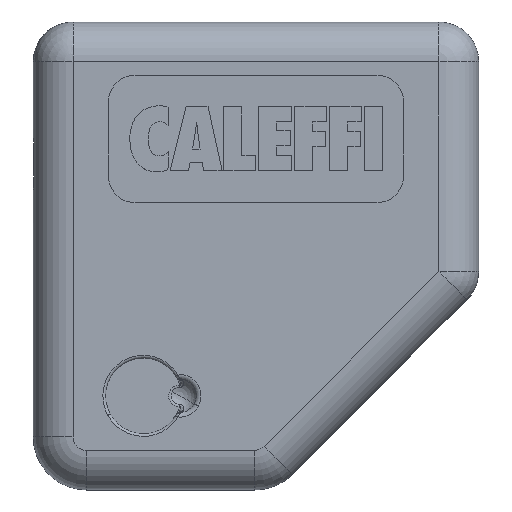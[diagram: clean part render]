
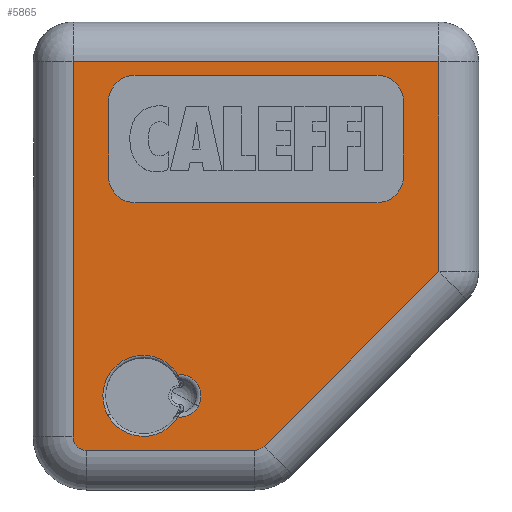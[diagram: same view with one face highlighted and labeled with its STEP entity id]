
A CAD part, left-side view. The second image highlights one B-rep face of the part: STEP entity #5865.
In plain terms, the highlighted planar face has unit normal (-1, 0, 0).
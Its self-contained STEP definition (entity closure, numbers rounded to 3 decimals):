
#5637=CARTESIAN_POINT('Vertex',(-50.,10.186,38.506)) ;
#5640=CARTESIAN_POINT('Line Origine',(-50.,10.186,-34.744)) ;
#5644=CARTESIAN_POINT('Vertex',(-50.,10.186,-40.648)) ;
#5689=CARTESIAN_POINT('Axis2P3D Location',(-50.,-0.814,0.006)) ;
#5694=CARTESIAN_POINT('Axis2P3D Location',(-50.,79.602,-102.994)) ;
#5698=CARTESIAN_POINT('Vertex',(-50.,76.067,-106.529)) ;
#5700=CARTESIAN_POINT('Vertex',(-50.,79.602,-107.994)) ;
#5703=CARTESIAN_POINT('Line Origine',(-50.,43.126,-73.589)) ;
#5708=CARTESIAN_POINT('Line Origine',(-50.,79.186,38.506)) ;
#5712=CARTESIAN_POINT('Vertex',(-50.,148.186,38.506)) ;
#5715=CARTESIAN_POINT('Line Origine',(-50.,148.186,-32.244)) ;
#5719=CARTESIAN_POINT('Vertex',(-50.,148.186,-102.994)) ;
#5722=CARTESIAN_POINT('Axis2P3D Location',(-50.,143.186,-102.994)) ;
#5726=CARTESIAN_POINT('Vertex',(-50.,143.186,-107.994)) ;
#5729=CARTESIAN_POINT('Line Origine',(-50.,111.394,-107.994)) ;
#5743=CARTESIAN_POINT('Line Origine',(-50.,79.187,-14.643)) ;
#5747=CARTESIAN_POINT('Vertex',(-50.,33.586,-14.643)) ;
#5749=CARTESIAN_POINT('Vertex',(-50.,124.788,-14.643)) ;
#5752=CARTESIAN_POINT('Axis2P3D Location',(-50.,124.788,-4.643)) ;
#5756=CARTESIAN_POINT('Vertex',(-50.,134.788,-4.643)) ;
#5759=CARTESIAN_POINT('Line Origine',(-50.,134.788,9.432)) ;
#5763=CARTESIAN_POINT('Vertex',(-50.,134.788,23.506)) ;
#5766=CARTESIAN_POINT('Axis2P3D Location',(-50.,124.788,23.506)) ;
#5770=CARTESIAN_POINT('Vertex',(-50.,124.788,33.506)) ;
#5773=CARTESIAN_POINT('Line Origine',(-50.,79.187,33.506)) ;
#5777=CARTESIAN_POINT('Vertex',(-50.,33.586,33.506)) ;
#5780=CARTESIAN_POINT('Axis2P3D Location',(-50.,33.586,23.506)) ;
#5784=CARTESIAN_POINT('Vertex',(-50.,23.586,23.506)) ;
#5787=CARTESIAN_POINT('Line Origine',(-50.,23.586,9.432)) ;
#5791=CARTESIAN_POINT('Vertex',(-50.,23.586,-4.643)) ;
#5794=CARTESIAN_POINT('Axis2P3D Location',(-50.,33.586,-4.643)) ;
#5809=CARTESIAN_POINT('Axis2P3D Location',(-50.,108.,-87.494)) ;
#5813=CARTESIAN_POINT('Vertex',(-50.,100.925,-91.359)) ;
#5815=CARTESIAN_POINT('Vertex',(-50.,108.663,-95.529)) ;
#5819=CARTESIAN_POINT('Control Point',(-50.,108.676,-95.548)) ;
#5820=CARTESIAN_POINT('Control Point',(-50.,108.673,-95.544)) ;
#5821=CARTESIAN_POINT('Control Point',(-50.,108.671,-95.54)) ;
#5822=CARTESIAN_POINT('Control Point',(-50.,108.669,-95.537)) ;
#5823=CARTESIAN_POINT('Control Point',(-50.,108.666,-95.533)) ;
#5824=CARTESIAN_POINT('Control Point',(-50.,108.664,-95.529)) ;
#5825=CARTESIAN_POINT('Vertex',(-50.,108.676,-95.548)) ;
#5828=CARTESIAN_POINT('Axis2P3D Location',(-50.,121.662,-87.494)) ;
#5832=CARTESIAN_POINT('Vertex',(-50.,135.072,-94.82)) ;
#5835=CARTESIAN_POINT('Axis2P3D Location',(-50.,121.662,-87.494)) ;
#5839=CARTESIAN_POINT('Vertex',(-50.,108.676,-79.439)) ;
#5843=CARTESIAN_POINT('Control Point',(-50.,108.676,-79.439)) ;
#5844=CARTESIAN_POINT('Control Point',(-50.,108.673,-79.443)) ;
#5845=CARTESIAN_POINT('Control Point',(-50.,108.671,-79.447)) ;
#5846=CARTESIAN_POINT('Control Point',(-50.,108.669,-79.451)) ;
#5847=CARTESIAN_POINT('Control Point',(-50.,108.666,-79.455)) ;
#5848=CARTESIAN_POINT('Control Point',(-50.,108.664,-79.459)) ;
#5849=CARTESIAN_POINT('Vertex',(-50.,108.663,-79.459)) ;
#5852=CARTESIAN_POINT('Axis2P3D Location',(-50.,108.,-87.494)) ;
#5642=VECTOR('Line Direction',#5641,1.) ;
#5705=VECTOR('Line Direction',#5704,1.) ;
#5710=VECTOR('Line Direction',#5709,1.) ;
#5717=VECTOR('Line Direction',#5716,1.) ;
#5731=VECTOR('Line Direction',#5730,1.) ;
#5745=VECTOR('Line Direction',#5744,1.) ;
#5761=VECTOR('Line Direction',#5760,1.) ;
#5775=VECTOR('Line Direction',#5774,1.) ;
#5789=VECTOR('Line Direction',#5788,1.) ;
#5641=DIRECTION('Vector Direction',(0.,0.,1.)) ;
#5690=DIRECTION('Axis2P3D Direction',(1.,0.,0.)) ;
#5691=DIRECTION('Axis2P3D XDirection',(0.,1.,0.)) ;
#5695=DIRECTION('Axis2P3D Direction',(1.,0.,0.)) ;
#5704=DIRECTION('Vector Direction',(0.,0.707,-0.707)) ;
#5709=DIRECTION('Vector Direction',(0.,1.,0.)) ;
#5716=DIRECTION('Vector Direction',(0.,0.,-1.)) ;
#5723=DIRECTION('Axis2P3D Direction',(1.,0.,0.)) ;
#5730=DIRECTION('Vector Direction',(0.,-1.,0.)) ;
#5744=DIRECTION('Vector Direction',(0.,1.,0.)) ;
#5753=DIRECTION('Axis2P3D Direction',(1.,0.,0.)) ;
#5760=DIRECTION('Vector Direction',(0.,0.,-1.)) ;
#5767=DIRECTION('Axis2P3D Direction',(1.,0.,0.)) ;
#5774=DIRECTION('Vector Direction',(0.,-1.,0.)) ;
#5781=DIRECTION('Axis2P3D Direction',(1.,0.,0.)) ;
#5788=DIRECTION('Vector Direction',(0.,0.,1.)) ;
#5795=DIRECTION('Axis2P3D Direction',(1.,0.,0.)) ;
#5810=DIRECTION('Axis2P3D Direction',(1.,0.,0.)) ;
#5829=DIRECTION('Axis2P3D Direction',(1.,0.,0.)) ;
#5836=DIRECTION('Axis2P3D Direction',(1.,0.,0.)) ;
#5853=DIRECTION('Axis2P3D Direction',(1.,0.,0.)) ;
#5692=AXIS2_PLACEMENT_3D('Plane Axis2P3D',#5689,#5690,#5691) ;
#5696=AXIS2_PLACEMENT_3D('Circle Axis2P3D',#5694,#5695,$) ;
#5724=AXIS2_PLACEMENT_3D('Circle Axis2P3D',#5722,#5723,$) ;
#5754=AXIS2_PLACEMENT_3D('Circle Axis2P3D',#5752,#5753,$) ;
#5768=AXIS2_PLACEMENT_3D('Circle Axis2P3D',#5766,#5767,$) ;
#5782=AXIS2_PLACEMENT_3D('Circle Axis2P3D',#5780,#5781,$) ;
#5796=AXIS2_PLACEMENT_3D('Circle Axis2P3D',#5794,#5795,$) ;
#5811=AXIS2_PLACEMENT_3D('Circle Axis2P3D',#5809,#5810,$) ;
#5830=AXIS2_PLACEMENT_3D('Circle Axis2P3D',#5828,#5829,$) ;
#5837=AXIS2_PLACEMENT_3D('Circle Axis2P3D',#5835,#5836,$) ;
#5854=AXIS2_PLACEMENT_3D('Circle Axis2P3D',#5852,#5853,$) ;
#5643=LINE('Line',#5640,#5642) ;
#5706=LINE('Line',#5703,#5705) ;
#5711=LINE('Line',#5708,#5710) ;
#5718=LINE('Line',#5715,#5717) ;
#5732=LINE('Line',#5729,#5731) ;
#5746=LINE('Line',#5743,#5745) ;
#5762=LINE('Line',#5759,#5761) ;
#5776=LINE('Line',#5773,#5775) ;
#5790=LINE('Line',#5787,#5789) ;
#5697=CIRCLE('generated circle',#5696,5.) ;
#5725=CIRCLE('generated circle',#5724,5.) ;
#5755=CIRCLE('generated circle',#5754,10.) ;
#5769=CIRCLE('generated circle',#5768,10.) ;
#5783=CIRCLE('generated circle',#5782,10.) ;
#5797=CIRCLE('generated circle',#5796,10.) ;
#5812=CIRCLE('generated circle',#5811,8.062) ;
#5831=CIRCLE('generated circle',#5830,15.281) ;
#5838=CIRCLE('generated circle',#5837,15.281) ;
#5855=CIRCLE('generated circle',#5854,8.062) ;
#5693=PLANE('',#5692) ;
#5808=FACE_BOUND('',#5799,.T.) ;
#5864=FACE_BOUND('',#5857,.T.) ;
#5646=EDGE_CURVE('',#5638,#5645,#5643,.F.) ;
#5702=EDGE_CURVE('',#5699,#5701,#5697,.T.) ;
#5707=EDGE_CURVE('',#5645,#5699,#5706,.T.) ;
#5714=EDGE_CURVE('',#5713,#5638,#5711,.F.) ;
#5721=EDGE_CURVE('',#5720,#5713,#5718,.F.) ;
#5728=EDGE_CURVE('',#5727,#5720,#5725,.T.) ;
#5733=EDGE_CURVE('',#5701,#5727,#5732,.F.) ;
#5751=EDGE_CURVE('',#5748,#5750,#5746,.T.) ;
#5758=EDGE_CURVE('',#5750,#5757,#5755,.T.) ;
#5765=EDGE_CURVE('',#5764,#5757,#5762,.T.) ;
#5772=EDGE_CURVE('',#5764,#5771,#5769,.T.) ;
#5779=EDGE_CURVE('',#5771,#5778,#5776,.T.) ;
#5786=EDGE_CURVE('',#5778,#5785,#5783,.T.) ;
#5793=EDGE_CURVE('',#5792,#5785,#5790,.T.) ;
#5798=EDGE_CURVE('',#5792,#5748,#5797,.T.) ;
#5817=EDGE_CURVE('',#5814,#5816,#5812,.T.) ;
#5827=EDGE_CURVE('',#5826,#5816,#5818,.T.) ;
#5834=EDGE_CURVE('',#5826,#5833,#5831,.T.) ;
#5841=EDGE_CURVE('',#5833,#5840,#5838,.T.) ;
#5851=EDGE_CURVE('',#5840,#5850,#5842,.T.) ;
#5856=EDGE_CURVE('',#5850,#5814,#5855,.T.) ;
#5735=ORIENTED_EDGE('',*,*,#5702,.F.) ;
#5736=ORIENTED_EDGE('',*,*,#5707,.F.) ;
#5737=ORIENTED_EDGE('',*,*,#5646,.F.) ;
#5738=ORIENTED_EDGE('',*,*,#5714,.F.) ;
#5739=ORIENTED_EDGE('',*,*,#5721,.F.) ;
#5740=ORIENTED_EDGE('',*,*,#5728,.F.) ;
#5741=ORIENTED_EDGE('',*,*,#5733,.F.) ;
#5800=ORIENTED_EDGE('',*,*,#5751,.T.) ;
#5801=ORIENTED_EDGE('',*,*,#5758,.T.) ;
#5802=ORIENTED_EDGE('',*,*,#5765,.F.) ;
#5803=ORIENTED_EDGE('',*,*,#5772,.T.) ;
#5804=ORIENTED_EDGE('',*,*,#5779,.T.) ;
#5805=ORIENTED_EDGE('',*,*,#5786,.T.) ;
#5806=ORIENTED_EDGE('',*,*,#5793,.F.) ;
#5807=ORIENTED_EDGE('',*,*,#5798,.T.) ;
#5858=ORIENTED_EDGE('',*,*,#5817,.T.) ;
#5859=ORIENTED_EDGE('',*,*,#5827,.F.) ;
#5860=ORIENTED_EDGE('',*,*,#5834,.T.) ;
#5861=ORIENTED_EDGE('',*,*,#5841,.T.) ;
#5862=ORIENTED_EDGE('',*,*,#5851,.T.) ;
#5863=ORIENTED_EDGE('',*,*,#5856,.T.) ;
#5734=EDGE_LOOP('',(#5735,#5736,#5737,#5738,#5739,#5740,#5741)) ;
#5799=EDGE_LOOP('',(#5800,#5801,#5802,#5803,#5804,#5805,#5806,#5807)) ;
#5857=EDGE_LOOP('',(#5858,#5859,#5860,#5861,#5862,#5863)) ;
#5638=VERTEX_POINT('',#5637) ;
#5645=VERTEX_POINT('',#5644) ;
#5699=VERTEX_POINT('',#5698) ;
#5701=VERTEX_POINT('',#5700) ;
#5713=VERTEX_POINT('',#5712) ;
#5720=VERTEX_POINT('',#5719) ;
#5727=VERTEX_POINT('',#5726) ;
#5748=VERTEX_POINT('',#5747) ;
#5750=VERTEX_POINT('',#5749) ;
#5757=VERTEX_POINT('',#5756) ;
#5764=VERTEX_POINT('',#5763) ;
#5771=VERTEX_POINT('',#5770) ;
#5778=VERTEX_POINT('',#5777) ;
#5785=VERTEX_POINT('',#5784) ;
#5792=VERTEX_POINT('',#5791) ;
#5814=VERTEX_POINT('',#5813) ;
#5816=VERTEX_POINT('',#5815) ;
#5826=VERTEX_POINT('',#5825) ;
#5833=VERTEX_POINT('',#5832) ;
#5840=VERTEX_POINT('',#5839) ;
#5850=VERTEX_POINT('',#5849) ;
#5865=ADVANCED_FACE('CBN128161 - TST',(#5742,#5808,#5864),#5693,.F.) ;
#5818=B_SPLINE_CURVE_WITH_KNOTS('',5,(#5819,#5820,#5821,#5822,#5823,#5824),.UNSPECIFIED.,.F.,.U.,(6,6),(3.758,3.804),.UNSPECIFIED.) ;
#5842=B_SPLINE_CURVE_WITH_KNOTS('',5,(#5843,#5844,#5845,#5846,#5847,#5848),.UNSPECIFIED.,.F.,.U.,(6,6),(3.758,3.804),.UNSPECIFIED.) ;
#5742=FACE_OUTER_BOUND('',#5734,.T.) ;
